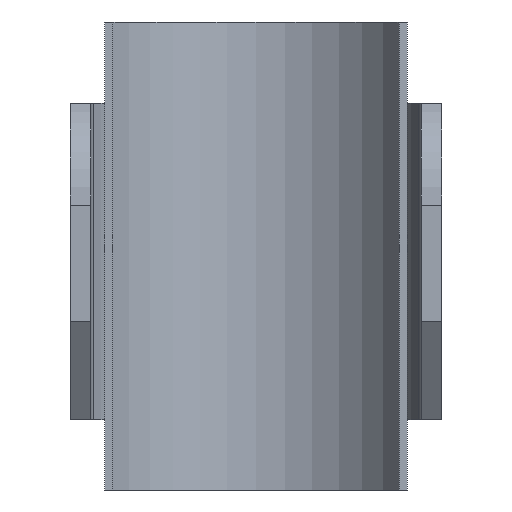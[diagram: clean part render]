
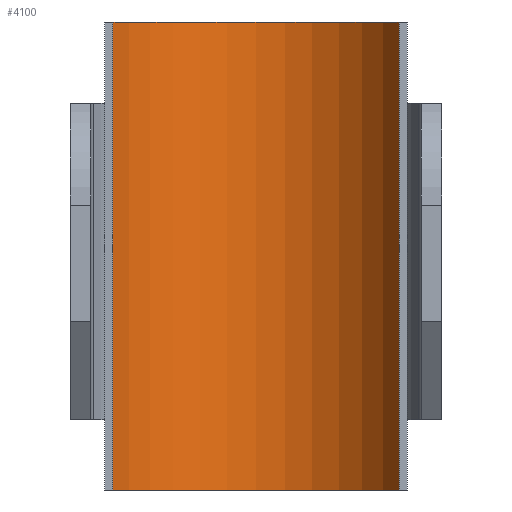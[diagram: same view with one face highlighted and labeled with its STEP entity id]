
A CAD part, front view. The second image highlights one B-rep face of the part: STEP entity #4100.
In plain terms, the highlighted cylindrical face has radius 12 mm (diameter 24 mm), a partial arc.
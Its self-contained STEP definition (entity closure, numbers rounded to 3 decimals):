
#13 = ORIENTED_EDGE ( 'NONE', *, *, #151, .T. ) ;
#151 = EDGE_CURVE ( 'NONE', #4970, #2369, #4066, .T. ) ;
#265 = CARTESIAN_POINT ( 'NONE',  ( 10.392, -6., -17. ) ) ;
#293 = LINE ( 'NONE', #1386, #1390 ) ;
#304 = CARTESIAN_POINT ( 'NONE',  ( 0., -12., 17. ) ) ;
#771 = DIRECTION ( 'NONE',  ( 1., 0., 0. ) ) ;
#825 = VERTEX_POINT ( 'NONE', #3686 ) ;
#1363 = EDGE_CURVE ( 'NONE', #825, #2369, #2126, .T. ) ;
#1386 = CARTESIAN_POINT ( 'NONE',  ( -10.392, -6., 17. ) ) ;
#1390 = VECTOR ( 'NONE', #6049, 1000. ) ;
#2095 = DIRECTION ( 'NONE',  ( 0., 0., -1. ) ) ;
#2126 = LINE ( 'NONE', #2674, #5713 ) ;
#2186 = CARTESIAN_POINT ( 'NONE',  ( 0., -12., 17. ) ) ;
#2369 = VERTEX_POINT ( 'NONE', #265 ) ;
#2479 = CARTESIAN_POINT ( 'NONE',  ( -10.392, -6., 17. ) ) ;
#2579 = AXIS2_PLACEMENT_3D ( 'NONE', #3183, #2095, #2701 ) ;
#2674 = CARTESIAN_POINT ( 'NONE',  ( 10.392, -6., 17. ) ) ;
#2701 = DIRECTION ( 'NONE',  ( 1., 0., 0. ) ) ;
#3122 = AXIS2_PLACEMENT_3D ( 'NONE', #304, #3577, #771 ) ;
#3183 = CARTESIAN_POINT ( 'NONE',  ( 0., -12., -17. ) ) ;
#3392 = ORIENTED_EDGE ( 'NONE', *, *, #5063, .T. ) ;
#3531 = EDGE_LOOP ( 'NONE', ( #13, #4359, #5340, #3392 ) ) ;
#3577 = DIRECTION ( 'NONE',  ( 0., 0., -1. ) ) ;
#3686 = CARTESIAN_POINT ( 'NONE',  ( 10.392, -6., 17. ) ) ;
#3814 = CIRCLE ( 'NONE', #3122, 12. ) ;
#4066 = CIRCLE ( 'NONE', #2579, 12. ) ;
#4100 = ADVANCED_FACE ( 'NONE', ( #4767 ), #5716, .F. ) ;
#4105 = AXIS2_PLACEMENT_3D ( 'NONE', #2186, #5923, #4987 ) ;
#4359 = ORIENTED_EDGE ( 'NONE', *, *, #1363, .F. ) ;
#4578 = CARTESIAN_POINT ( 'NONE',  ( -10.392, -6., -17. ) ) ;
#4767 = FACE_OUTER_BOUND ( 'NONE', #3531, .T. ) ;
#4788 = VERTEX_POINT ( 'NONE', #2479 ) ;
#4890 = EDGE_CURVE ( 'NONE', #4788, #825, #3814, .T. ) ;
#4970 = VERTEX_POINT ( 'NONE', #4578 ) ;
#4987 = DIRECTION ( 'NONE',  ( -1., 0., 0. ) ) ;
#5063 = EDGE_CURVE ( 'NONE', #4788, #4970, #293, .T. ) ;
#5340 = ORIENTED_EDGE ( 'NONE', *, *, #4890, .F. ) ;
#5713 = VECTOR ( 'NONE', #5933, 1000. ) ;
#5716 = CYLINDRICAL_SURFACE ( 'NONE', #4105, 12. ) ;
#5923 = DIRECTION ( 'NONE',  ( 0., 0., -1. ) ) ;
#5933 = DIRECTION ( 'NONE',  ( 0., 0., -1. ) ) ;
#6049 = DIRECTION ( 'NONE',  ( 0., 0., -1. ) ) ;
